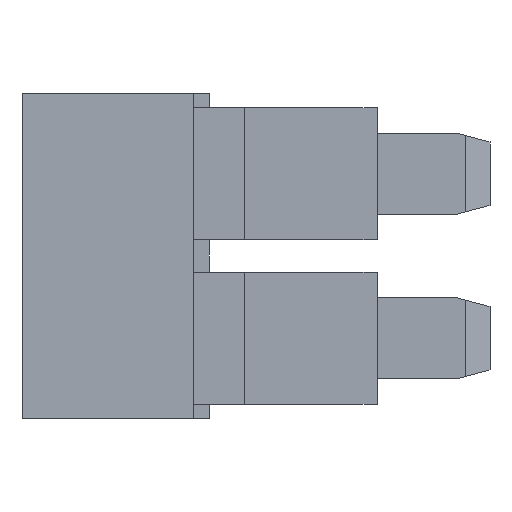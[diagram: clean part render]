
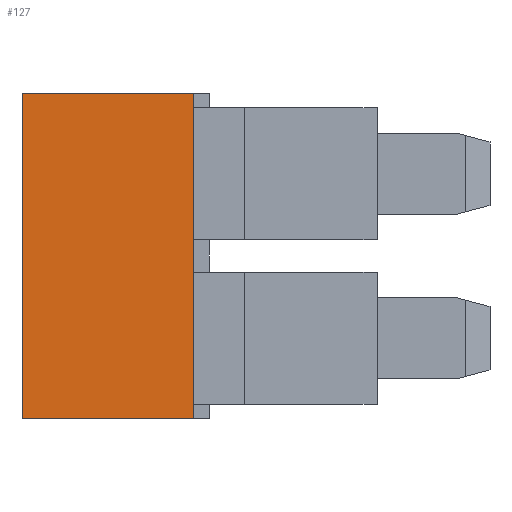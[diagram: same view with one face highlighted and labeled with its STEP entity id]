
A CAD part, left-side view. The second image highlights one B-rep face of the part: STEP entity #127.
In plain terms, the highlighted planar face has unit normal (-1, 0, 0).
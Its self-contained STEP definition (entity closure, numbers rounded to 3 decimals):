
#127=ADVANCED_FACE('',(#230),#179,.F.);
#179=PLANE('',#1152);
#230=FACE_OUTER_BOUND('',#282,.T.);
#282=EDGE_LOOP('',(#467,#468,#469,#470));
#467=ORIENTED_EDGE('',*,*,#767,.F.);
#468=ORIENTED_EDGE('',*,*,#781,.F.);
#469=ORIENTED_EDGE('',*,*,#778,.F.);
#470=ORIENTED_EDGE('',*,*,#749,.F.);
#635=VERTEX_POINT('',#1546);
#636=VERTEX_POINT('',#1547);
#649=VERTEX_POINT('',#1580);
#657=VERTEX_POINT('',#1604);
#749=EDGE_CURVE('',#635,#636,#893,.T.);
#767=EDGE_CURVE('',#649,#635,#911,.T.);
#778=EDGE_CURVE('',#636,#657,#922,.T.);
#781=EDGE_CURVE('',#657,#649,#925,.T.);
#893=LINE('',#1545,#1037);
#911=LINE('',#1581,#1055);
#922=LINE('',#1603,#1066);
#925=LINE('',#1609,#1069);
#1037=VECTOR('',#1276,1.);
#1055=VECTOR('',#1300,1.);
#1066=VECTOR('',#1319,1.);
#1069=VECTOR('',#1324,1.);
#1152=AXIS2_PLACEMENT_3D('',#1610,#1325,#1326);
#1276=DIRECTION('',(0.,1.,0.));
#1300=DIRECTION('',(0.,0.,-1.));
#1319=DIRECTION('',(0.,0.,1.));
#1324=DIRECTION('',(0.,-1.,0.));
#1325=DIRECTION('',(1.,0.,0.));
#1326=DIRECTION('',(0.,0.,-1.));
#1545=CARTESIAN_POINT('',(-2.,0.,-2.5));
#1546=CARTESIAN_POINT('',(-2.,15.7,-2.5));
#1547=CARTESIAN_POINT('',(-2.,21.,-2.5));
#1580=CARTESIAN_POINT('',(-2.,15.7,7.6));
#1581=CARTESIAN_POINT('',(-2.,15.7,7.3));
#1603=CARTESIAN_POINT('',(-2.,21.,-2.2));
#1604=CARTESIAN_POINT('',(-2.,21.,7.6));
#1609=CARTESIAN_POINT('',(-2.,0.,7.6));
#1610=CARTESIAN_POINT('',(-2.,0.,0.));
